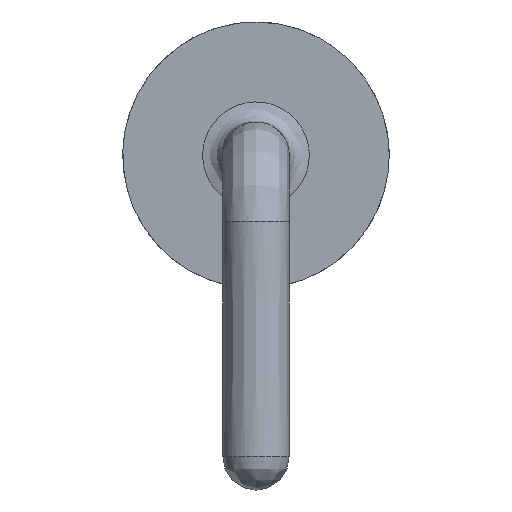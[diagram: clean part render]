
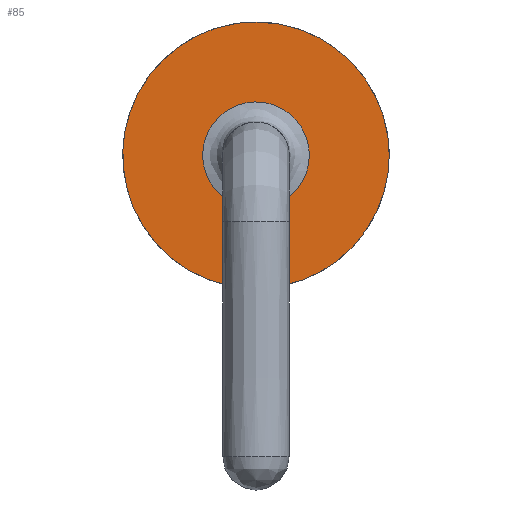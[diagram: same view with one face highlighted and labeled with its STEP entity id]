
A CAD part, left-side view. The second image highlights one B-rep face of the part: STEP entity #85.
In plain terms, the highlighted planar face has unit normal (-1, 0, 0).
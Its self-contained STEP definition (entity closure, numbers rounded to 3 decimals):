
#12=FACE_BOUND('',#117,.T.);
#14=PLANE('',#289);
#85=ADVANCED_FACE('',(#100,#12),#14,.T.);
#100=FACE_OUTER_BOUND('',#116,.T.);
#116=EDGE_LOOP('',(#167));
#117=EDGE_LOOP('',(#168));
#167=ORIENTED_EDGE('',*,*,#197,.F.);
#168=ORIENTED_EDGE('',*,*,#200,.T.);
#197=EDGE_CURVE('',#250,#250,#228,.T.);
#200=EDGE_CURVE('',#252,#252,#231,.T.);
#228=(
BOUNDED_CURVE()
B_SPLINE_CURVE(2,(#893,#894,#895,#896,#897,#898,#899,#900,#901),
 .UNSPECIFIED.,.T.,.F.)
B_SPLINE_CURVE_WITH_KNOTS((3,2,2,2,3),(0.,4.163,8.325,
12.488,16.65),.UNSPECIFIED.)
CURVE()
GEOMETRIC_REPRESENTATION_ITEM()
RATIONAL_B_SPLINE_CURVE((1.,0.707,1.,0.707,1.,0.707,
1.,0.707,1.))
REPRESENTATION_ITEM('')
);
#231=(
BOUNDED_CURVE()
B_SPLINE_CURVE(2,(#913,#914,#915,#916,#917,#918,#919,#920,#921),
 .UNSPECIFIED.,.T.,.F.)
B_SPLINE_CURVE_WITH_KNOTS((3,2,2,2,3),(0.,1.665,3.33,
4.995,6.66),.UNSPECIFIED.)
CURVE()
GEOMETRIC_REPRESENTATION_ITEM()
RATIONAL_B_SPLINE_CURVE((1.,0.707,1.,0.707,1.,0.707,
1.,0.707,1.))
REPRESENTATION_ITEM('')
);
#250=VERTEX_POINT('',#890);
#252=VERTEX_POINT('',#892);
#289=AXIS2_PLACEMENT_3D('',#889,#294,$);
#294=DIRECTION('',(-1.,0.,0.));
#889=CARTESIAN_POINT('',(-4.75,3.313,-0.313));
#890=CARTESIAN_POINT('',(-4.75,0.,5.65));
#892=CARTESIAN_POINT('',(-4.75,0.,1.94));
#893=CARTESIAN_POINT('',(-4.75,0.,5.65));
#894=CARTESIAN_POINT('',(-4.75,-2.65,5.65));
#895=CARTESIAN_POINT('',(-4.75,-2.65,3.));
#896=CARTESIAN_POINT('',(-4.75,-2.65,0.35));
#897=CARTESIAN_POINT('',(-4.75,0.,0.35));
#898=CARTESIAN_POINT('',(-4.75,2.65,0.35));
#899=CARTESIAN_POINT('',(-4.75,2.65,3.));
#900=CARTESIAN_POINT('',(-4.75,2.65,5.65));
#901=CARTESIAN_POINT('',(-4.75,0.,5.65));
#913=CARTESIAN_POINT('',(-4.75,0.,1.94));
#914=CARTESIAN_POINT('',(-4.75,1.06,1.94));
#915=CARTESIAN_POINT('',(-4.75,1.06,3.));
#916=CARTESIAN_POINT('',(-4.75,1.06,4.06));
#917=CARTESIAN_POINT('',(-4.75,0.,4.06));
#918=CARTESIAN_POINT('',(-4.75,-1.06,4.06));
#919=CARTESIAN_POINT('',(-4.75,-1.06,3.));
#920=CARTESIAN_POINT('',(-4.75,-1.06,1.94));
#921=CARTESIAN_POINT('',(-4.75,0.,1.94));
